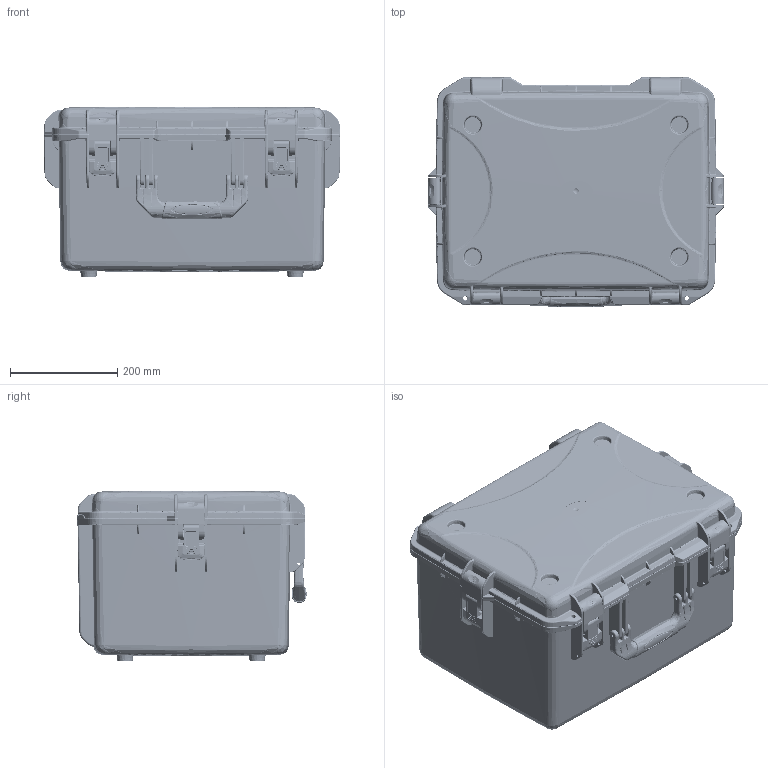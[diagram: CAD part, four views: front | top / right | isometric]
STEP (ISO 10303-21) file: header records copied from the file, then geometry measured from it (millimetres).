
FILE_DESCRIPTION (( 'STEP AP203' ), '1' );
FILE_NAME ('X6002F.STEP', '2023-10-31T06:02:53', ( 'admin' ), ( '' ), 'SwSTEP 2.0', 'SolidWorks 2022', '' );
FILE_SCHEMA (( 'CONFIG_CONTROL_DESIGN' ));
Products named in the file (5): X6002F; 8160_默认; X6002F-Ka_默认; 7035_默认; X6002F-De
Assembly tree (7 placements, depth 2):
  X6002F
    X6002F-Ka_默认
    X6002F-De
    7035_默认
    8160_默认  x4
Bounding box: 553.88 x 428.31 x 319.47 mm (x, y, z)
Volume: 1254869.9 mm3; surface area: 2200741.3 mm2
Topology: 3 solids, 4408 shells, 7104 faces, 28354 edges, 25369 vertices
Faces by surface type: bspline 2747, cylinder 2466, plane 1445, cone 253, torus 155, sphere 38
Entity records: 325635 total; most frequent: CARTESIAN_POINT 218068, ORIENTED_EDGE 20323, DIRECTION 16719, EDGE_CURVE 15053, VERTEX_POINT 12964, B_SPLINE_CURVE_WITH_KNOTS 6162, AXIS2_PLACEMENT_3D 5982, LINE 4755
